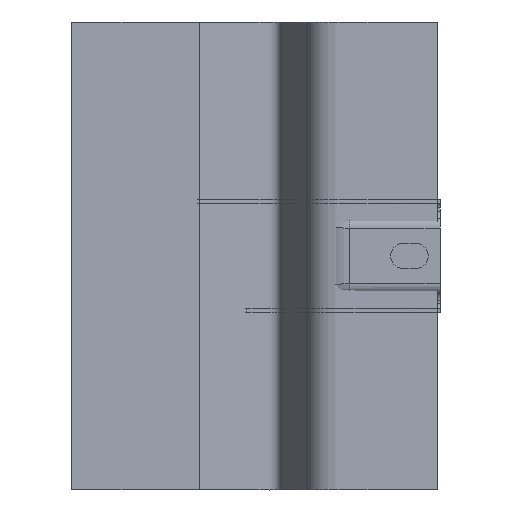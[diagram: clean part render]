
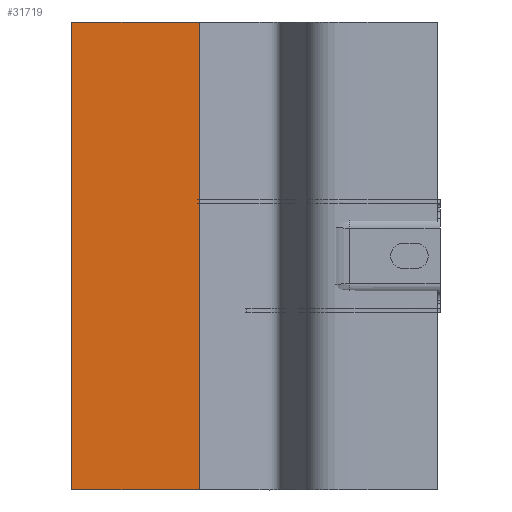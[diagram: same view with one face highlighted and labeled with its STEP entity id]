
A CAD part, top view. The second image highlights one B-rep face of the part: STEP entity #31719.
In plain terms, the highlighted planar face has unit normal (0, 0, 1).
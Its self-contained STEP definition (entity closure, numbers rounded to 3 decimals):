
#743 = DIRECTION ( 'NONE',  ( 1., 0., 0. ) ) ;
#1646 = VERTEX_POINT ( 'NONE', #16975 ) ;
#2156 = CARTESIAN_POINT ( 'NONE',  ( 3168.37, 495.417, 1551.464 ) ) ;
#2581 = CARTESIAN_POINT ( 'NONE',  ( 3222.853, 295.417, 1551.464 ) ) ;
#2583 = LINE ( 'NONE', #2156, #28609 ) ;
#2921 = EDGE_CURVE ( 'NONE', #14876, #1646, #19020, .T. ) ;
#2948 = CARTESIAN_POINT ( 'NONE',  ( 3222.853, 495.417, 1551.464 ) ) ;
#4249 = LINE ( 'NONE', #2948, #17690 ) ;
#5658 = EDGE_LOOP ( 'NONE', ( #6520, #16960, #21204, #6961 ) ) ;
#6520 = ORIENTED_EDGE ( 'NONE', *, *, #24131, .F. ) ;
#6961 = ORIENTED_EDGE ( 'NONE', *, *, #30593, .T. ) ;
#7457 = DIRECTION ( 'NONE',  ( 0., -1., 0. ) ) ;
#9138 = CARTESIAN_POINT ( 'NONE',  ( 3222.853, 495.417, 1551.464 ) ) ;
#10104 = VERTEX_POINT ( 'NONE', #17600 ) ;
#13356 = CARTESIAN_POINT ( 'NONE',  ( 3222.853, 495.417, 1551.464 ) ) ;
#13438 = VERTEX_POINT ( 'NONE', #26848 ) ;
#14876 = VERTEX_POINT ( 'NONE', #13356 ) ;
#15654 = LINE ( 'NONE', #2581, #25710 ) ;
#16960 = ORIENTED_EDGE ( 'NONE', *, *, #2921, .F. ) ;
#16975 = CARTESIAN_POINT ( 'NONE',  ( 3222.853, 295.417, 1551.464 ) ) ;
#17600 = CARTESIAN_POINT ( 'NONE',  ( 3168.37, 295.417, 1551.464 ) ) ;
#17690 = VECTOR ( 'NONE', #21703, 1000. ) ;
#18108 = FACE_OUTER_BOUND ( 'NONE', #5658, .T. ) ;
#19020 = LINE ( 'NONE', #9138, #26141 ) ;
#19392 = CARTESIAN_POINT ( 'NONE',  ( 3222.853, 495.417, 1551.464 ) ) ;
#21204 = ORIENTED_EDGE ( 'NONE', *, *, #32849, .T. ) ;
#21338 = DIRECTION ( 'NONE',  ( -1., 0., 0. ) ) ;
#21703 = DIRECTION ( 'NONE',  ( -1., 0., 0. ) ) ;
#22085 = DIRECTION ( 'NONE',  ( 0., 0., 1. ) ) ;
#24131 = EDGE_CURVE ( 'NONE', #1646, #10104, #15654, .T. ) ;
#24263 = AXIS2_PLACEMENT_3D ( 'NONE', #19392, #22085, #743 ) ;
#25307 = DIRECTION ( 'NONE',  ( 0., -1., 0. ) ) ;
#25710 = VECTOR ( 'NONE', #21338, 1000. ) ;
#26141 = VECTOR ( 'NONE', #25307, 1000. ) ;
#26848 = CARTESIAN_POINT ( 'NONE',  ( 3168.37, 495.417, 1551.464 ) ) ;
#28609 = VECTOR ( 'NONE', #7457, 1000. ) ;
#30077 = PLANE ( 'NONE',  #24263 ) ;
#30593 = EDGE_CURVE ( 'NONE', #13438, #10104, #2583, .T. ) ;
#31719 = ADVANCED_FACE ( 'NONE', ( #18108 ), #30077, .T. ) ;
#32849 = EDGE_CURVE ( 'NONE', #14876, #13438, #4249, .T. ) ;
